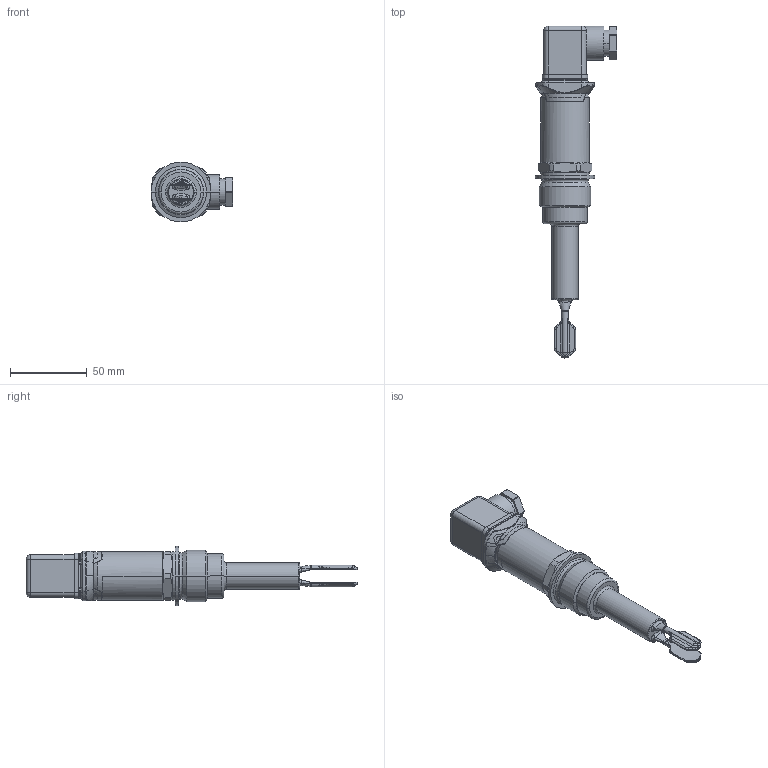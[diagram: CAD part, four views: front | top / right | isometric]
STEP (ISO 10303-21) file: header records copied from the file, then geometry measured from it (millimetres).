
FILE_DESCRIPTION((''),'2;1');
FILE_NAME('DM_CAD-2256_ASM_1_SW0001','2016-03-21T',('Creinig-se'),(''),'PRO/ENGINEER BY PARAMETRIC TECHNOLOGY CORPORATION, 2015440','PRO/ENGINEER BY PARAMETRIC TECHNOLOGY CORPORATION, 2015440','');
FILE_SCHEMA(('CONFIG_CONTROL_DESIGN'));
Products named in the file (1): DM_CAD-2256_ASM_1_SW0001
Bounding box: 53.2 x 216 x 38.9 mm (x, y, z)
Volume: 121179.5 mm3; surface area: 25862.6 mm2
Topology: 1 solids, 2 shells, 851 faces, 2246 edges, 1359 vertices
Faces by surface type: cylinder 267, plane 248, bspline 182, torus 64, cone 46, sphere 32, extrusion 12
Entity records: 43162 total; most frequent: CARTESIAN_POINT 17912, ORIENTED_EDGE 4428, DIRECTION 3429, EDGE_CURVE 2214, VERTEX_POINT 1378, AXIS2_PLACEMENT_3D 1303, EDGE_LOOP 869, PRESENTATION_STYLE_ASSIGNMENT 863
